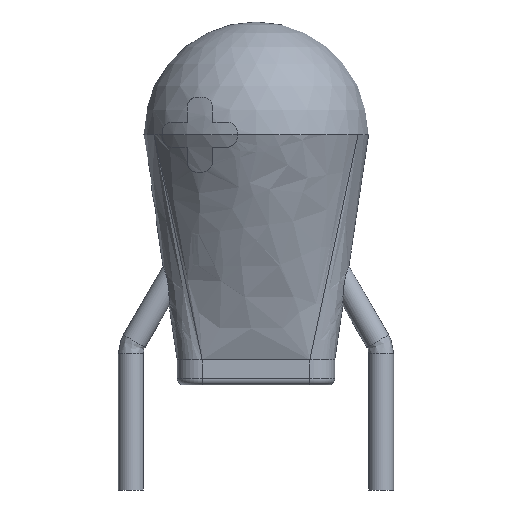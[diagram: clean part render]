
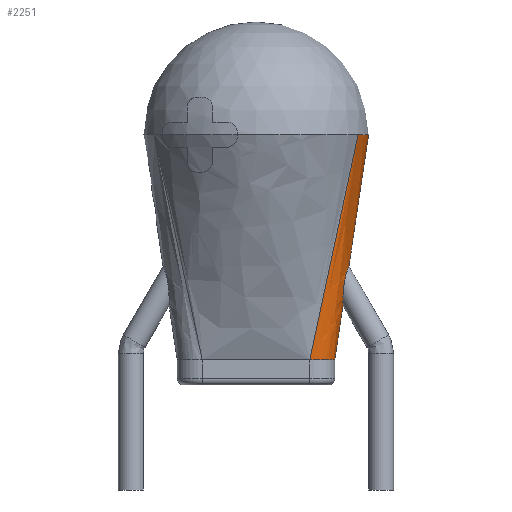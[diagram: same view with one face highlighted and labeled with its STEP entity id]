
A CAD part, front view. The second image highlights one B-rep face of the part: STEP entity #2251.
In plain terms, the highlighted free-form (B-spline) face has degree [7, 1] with [8, 2] control points.
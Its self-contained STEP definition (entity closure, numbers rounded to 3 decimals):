
#29=DIRECTION('',(0.,0.,-1.));
#30=DIRECTION('',(0.,1.,0.));
#1903=CIRCLE('',#1904,2.25);
#1904=AXIS2_PLACEMENT_3D('',#1905,#29,#30);
#1905=CARTESIAN_POINT('',(2.5,0.,5.1));
#2046=VERTEX_POINT('',#2047);
#2047=CARTESIAN_POINT('',(4.54,-0.949,5.1));
#2048=ORIENTED_EDGE('',*,*,#2049,.F.);
#2049=EDGE_CURVE('',#2050,#2046,#1903,.T.);
#2050=VERTEX_POINT('',#2051);
#2051=CARTESIAN_POINT('',(4.75,0.,5.1));
#2102=VERTEX_POINT('',#2103);
#2103=CARTESIAN_POINT('',(4.075,0.,0.6));
#2104=CIRCLE('',#2105,0.5);
#2105=AXIS2_PLACEMENT_3D('',#2106,#29,#30);
#2106=CARTESIAN_POINT('',(3.575,0.,0.6));
#2108=EDGE_CURVE('',#2102,#2109,#2111,.T.);
#2109=VERTEX_POINT('',#2110);
#2110=CARTESIAN_POINT('',(4.237,0.,1.68));
#2111=B_SPLINE_CURVE_WITH_KNOTS('',1,(#2112,#2113),.UNSPECIFIED.,.F.,.F.,(2,2),(0.,1.),.PIECEWISE_BEZIER_KNOTS.);
#2112=CARTESIAN_POINT('',(4.075,0.,0.6));
#2113=CARTESIAN_POINT('',(4.75,0.,5.1));
#2182=VERTEX_POINT('',#2183);
#2183=CARTESIAN_POINT('',(4.356,0.,2.474));
#2237=EDGE_CURVE('',#2182,#2050,#2111,.T.);
#2251=ADVANCED_FACE('',(#2252),#2368,.F.);
#2252=FACE_BOUND('',#2253,.F.);
#2253=EDGE_LOOP('',(#2254,#2255,#2259,#2048,#2262,#2263));
#2254=ORIENTED_EDGE('',*,*,#2108,.F.);
#2255=ORIENTED_EDGE('',*,*,#2256,.T.);
#2256=EDGE_CURVE('',#2102,#2257,#2104,.T.);
#2257=VERTEX_POINT('',#2258);
#2258=CARTESIAN_POINT('',(3.575,-0.5,0.6));
#2259=ORIENTED_EDGE('',*,*,#2260,.T.);
#2260=EDGE_CURVE('',#2257,#2046,#2261,.T.);
#2261=B_SPLINE_CURVE_WITH_KNOTS('',1,(#2258,#2047),.UNSPECIFIED.,.F.,.F.,(2,2),(0.,1.),.PIECEWISE_BEZIER_KNOTS.);
#2262=ORIENTED_EDGE('',*,*,#2237,.F.);
#2263=ORIENTED_EDGE('',*,*,#2264,.T.);
#2264=EDGE_CURVE('',#2182,#2109,#2265,.T.);
#2265=B_SPLINE_CURVE_WITH_KNOTS('',6,(#2266,#2267,#2268,#2269,#2270,#2271,#2272,#2273,#2274,#2275,#2276,#2277,#2278,#2279,#2280,#2281,#2282,#2283,#2284,#2285,#2286,#2287,#2288,#2289,#2290,#2291,#2292,#2293,#2294,#2295,#2296,#2297,#2298,#2299,#2300,#2301,#2302,#2303,#2304,#2305,#2306,#2307,#2308,#2309,#2310,#2311,#2312,#2313,#2314,#2315,#2316,#2317,#2318,#2319,#2320,#2321,#2322,#2323,#2324,#2325,#2326,#2327,#2328,#2329,#2330,#2331,#2332,#2333,#2334,#2335,#2336,#2337,#2338,#2339,#2340,#2341,#2342,#2343,#2344,#2345,#2346,#2347,#2348,#2349,#2350,#2351,#2352,#2353,#2354,#2355,#2356,#2357,#2358,#2359,#2360,#2361,#2362,#2363,#2364,#2365,#2366,#2367),.UNSPECIFIED.,.F.,.F.,(7,5,5,5,5,5,5,5,5,5,5,5,5,5,5,5,5,5,5,5,7),(0.,0.029,0.059,0.09,0.123,0.159,0.198,0.243,0.296,0.368,0.488,0.602,0.683,0.741,0.79,0.832,0.87,0.904,0.936,0.966,1.),.UNSPECIFIED.);
#2266=CARTESIAN_POINT('',(4.356,0.,2.474));
#2267=CARTESIAN_POINT('',(4.356,-0.004,2.474));
#2268=CARTESIAN_POINT('',(4.356,-0.009,2.474));
#2269=CARTESIAN_POINT('',(4.356,-0.013,2.474));
#2270=CARTESIAN_POINT('',(4.356,-0.018,2.474));
#2271=CARTESIAN_POINT('',(4.356,-0.022,2.473));
#2272=CARTESIAN_POINT('',(4.355,-0.031,2.472));
#2273=CARTESIAN_POINT('',(4.355,-0.036,2.471));
#2274=CARTESIAN_POINT('',(4.355,-0.04,2.47));
#2275=CARTESIAN_POINT('',(4.354,-0.045,2.47));
#2276=CARTESIAN_POINT('',(4.354,-0.049,2.469));
#2277=CARTESIAN_POINT('',(4.353,-0.058,2.466));
#2278=CARTESIAN_POINT('',(4.352,-0.062,2.465));
#2279=CARTESIAN_POINT('',(4.352,-0.067,2.464));
#2280=CARTESIAN_POINT('',(4.351,-0.071,2.462));
#2281=CARTESIAN_POINT('',(4.351,-0.076,2.46));
#2282=CARTESIAN_POINT('',(4.349,-0.085,2.457));
#2283=CARTESIAN_POINT('',(4.348,-0.089,2.455));
#2284=CARTESIAN_POINT('',(4.348,-0.094,2.453));
#2285=CARTESIAN_POINT('',(4.347,-0.098,2.451));
#2286=CARTESIAN_POINT('',(4.346,-0.102,2.448));
#2287=CARTESIAN_POINT('',(4.344,-0.111,2.443));
#2288=CARTESIAN_POINT('',(4.343,-0.116,2.44));
#2289=CARTESIAN_POINT('',(4.342,-0.12,2.438));
#2290=CARTESIAN_POINT('',(4.341,-0.124,2.435));
#2291=CARTESIAN_POINT('',(4.34,-0.129,2.432));
#2292=CARTESIAN_POINT('',(4.337,-0.137,2.425));
#2293=CARTESIAN_POINT('',(4.336,-0.142,2.421));
#2294=CARTESIAN_POINT('',(4.334,-0.146,2.417));
#2295=CARTESIAN_POINT('',(4.333,-0.151,2.413));
#2296=CARTESIAN_POINT('',(4.332,-0.155,2.409));
#2297=CARTESIAN_POINT('',(4.329,-0.164,2.4));
#2298=CARTESIAN_POINT('',(4.327,-0.168,2.395));
#2299=CARTESIAN_POINT('',(4.325,-0.172,2.39));
#2300=CARTESIAN_POINT('',(4.323,-0.177,2.385));
#2301=CARTESIAN_POINT('',(4.322,-0.181,2.38));
#2302=CARTESIAN_POINT('',(4.318,-0.189,2.368));
#2303=CARTESIAN_POINT('',(4.316,-0.194,2.361));
#2304=CARTESIAN_POINT('',(4.313,-0.198,2.354));
#2305=CARTESIAN_POINT('',(4.311,-0.202,2.347));
#2306=CARTESIAN_POINT('',(4.309,-0.206,2.339));
#2307=CARTESIAN_POINT('',(4.304,-0.215,2.321));
#2308=CARTESIAN_POINT('',(4.301,-0.219,2.311));
#2309=CARTESIAN_POINT('',(4.298,-0.224,2.3));
#2310=CARTESIAN_POINT('',(4.295,-0.228,2.289));
#2311=CARTESIAN_POINT('',(4.292,-0.231,2.277));
#2312=CARTESIAN_POINT('',(4.284,-0.239,2.246));
#2313=CARTESIAN_POINT('',(4.279,-0.244,2.225));
#2314=CARTESIAN_POINT('',(4.275,-0.247,2.204));
#2315=CARTESIAN_POINT('',(4.271,-0.249,2.182));
#2316=CARTESIAN_POINT('',(4.267,-0.25,2.159));
#2317=CARTESIAN_POINT('',(4.259,-0.25,2.114));
#2318=CARTESIAN_POINT('',(4.256,-0.249,2.091));
#2319=CARTESIAN_POINT('',(4.253,-0.247,2.069));
#2320=CARTESIAN_POINT('',(4.25,-0.244,2.046));
#2321=CARTESIAN_POINT('',(4.248,-0.241,2.023));
#2322=CARTESIAN_POINT('',(4.244,-0.233,1.984));
#2323=CARTESIAN_POINT('',(4.243,-0.229,1.968));
#2324=CARTESIAN_POINT('',(4.242,-0.225,1.952));
#2325=CARTESIAN_POINT('',(4.241,-0.22,1.936));
#2326=CARTESIAN_POINT('',(4.24,-0.215,1.921));
#2327=CARTESIAN_POINT('',(4.238,-0.206,1.895));
#2328=CARTESIAN_POINT('',(4.238,-0.202,1.885));
#2329=CARTESIAN_POINT('',(4.238,-0.198,1.874));
#2330=CARTESIAN_POINT('',(4.237,-0.194,1.864));
#2331=CARTESIAN_POINT('',(4.237,-0.189,1.854));
#2332=CARTESIAN_POINT('',(4.236,-0.181,1.836));
#2333=CARTESIAN_POINT('',(4.236,-0.177,1.828));
#2334=CARTESIAN_POINT('',(4.236,-0.172,1.82));
#2335=CARTESIAN_POINT('',(4.236,-0.168,1.812));
#2336=CARTESIAN_POINT('',(4.236,-0.164,1.804));
#2337=CARTESIAN_POINT('',(4.236,-0.155,1.79));
#2338=CARTESIAN_POINT('',(4.236,-0.151,1.784));
#2339=CARTESIAN_POINT('',(4.236,-0.147,1.778));
#2340=CARTESIAN_POINT('',(4.236,-0.143,1.772));
#2341=CARTESIAN_POINT('',(4.236,-0.138,1.766));
#2342=CARTESIAN_POINT('',(4.236,-0.13,1.755));
#2343=CARTESIAN_POINT('',(4.236,-0.125,1.75));
#2344=CARTESIAN_POINT('',(4.236,-0.121,1.745));
#2345=CARTESIAN_POINT('',(4.236,-0.117,1.74));
#2346=CARTESIAN_POINT('',(4.236,-0.113,1.736));
#2347=CARTESIAN_POINT('',(4.236,-0.104,1.727));
#2348=CARTESIAN_POINT('',(4.236,-0.1,1.723));
#2349=CARTESIAN_POINT('',(4.236,-0.096,1.72));
#2350=CARTESIAN_POINT('',(4.236,-0.091,1.716));
#2351=CARTESIAN_POINT('',(4.236,-0.087,1.713));
#2352=CARTESIAN_POINT('',(4.236,-0.078,1.707));
#2353=CARTESIAN_POINT('',(4.236,-0.074,1.704));
#2354=CARTESIAN_POINT('',(4.237,-0.07,1.701));
#2355=CARTESIAN_POINT('',(4.237,-0.065,1.699));
#2356=CARTESIAN_POINT('',(4.237,-0.061,1.696));
#2357=CARTESIAN_POINT('',(4.237,-0.052,1.692));
#2358=CARTESIAN_POINT('',(4.237,-0.048,1.69));
#2359=CARTESIAN_POINT('',(4.237,-0.044,1.688));
#2360=CARTESIAN_POINT('',(4.237,-0.04,1.687));
#2361=CARTESIAN_POINT('',(4.237,-0.035,1.686));
#2362=CARTESIAN_POINT('',(4.237,-0.026,1.683));
#2363=CARTESIAN_POINT('',(4.237,-0.021,1.682));
#2364=CARTESIAN_POINT('',(4.237,-0.016,1.681));
#2365=CARTESIAN_POINT('',(4.237,-0.01,1.681));
#2366=CARTESIAN_POINT('',(4.237,-0.005,1.68));
#2367=CARTESIAN_POINT('',(4.237,0.,1.68));
#2368=B_SPLINE_SURFACE_WITH_KNOTS('',7,1,((#2369,#2051),(#2370,#2371),(#2372,#2373),(#2374,#2375),(#2376,#2377),(#2378,#2379),(#2380,#2381),(#2258,#2047)),.UNSPECIFIED.,.F.,.F.,.F.,(8,8),(2,2),(1.571,3.142),(0.,1.),.PIECEWISE_BEZIER_KNOTS.);
#2369=CARTESIAN_POINT('',(4.075,0.,0.6));
#2370=CARTESIAN_POINT('',(4.075,-0.112,0.6));
#2371=CARTESIAN_POINT('',(4.75,-0.14,5.1));
#2372=CARTESIAN_POINT('',(4.046,-0.224,0.6));
#2373=CARTESIAN_POINT('',(4.74,-0.28,5.1));
#2374=CARTESIAN_POINT('',(3.987,-0.327,0.6));
#2375=CARTESIAN_POINT('',(4.72,-0.419,5.1));
#2376=CARTESIAN_POINT('',(3.902,-0.412,0.6));
#2377=CARTESIAN_POINT('',(4.689,-0.556,5.1));
#2378=CARTESIAN_POINT('',(3.799,-0.471,0.6));
#2379=CARTESIAN_POINT('',(4.649,-0.691,5.1));
#2380=CARTESIAN_POINT('',(3.687,-0.5,0.6));
#2381=CARTESIAN_POINT('',(4.599,-0.822,5.1));
